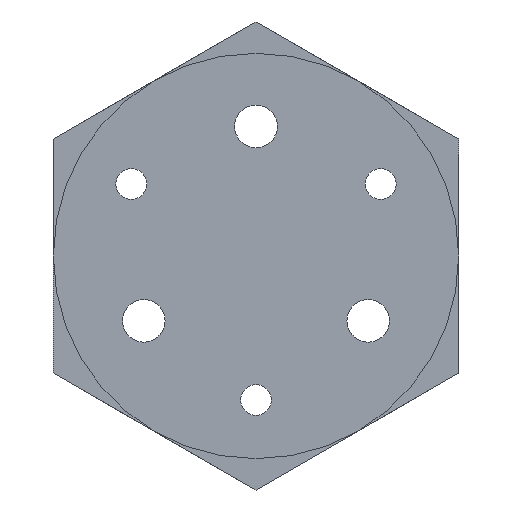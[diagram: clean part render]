
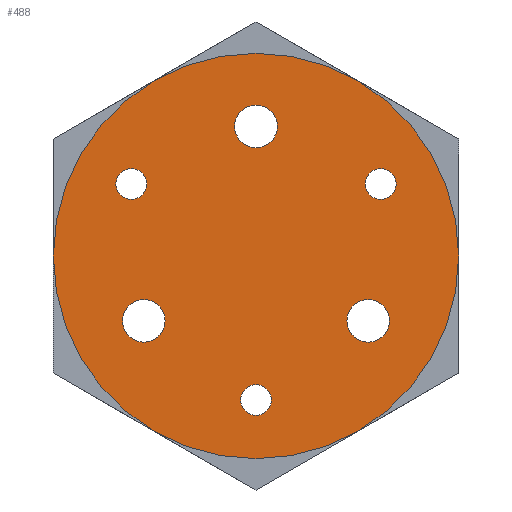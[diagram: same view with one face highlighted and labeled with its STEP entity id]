
A CAD part, front view. The second image highlights one B-rep face of the part: STEP entity #488.
In plain terms, the highlighted planar face has unit normal (0, -1, 0).
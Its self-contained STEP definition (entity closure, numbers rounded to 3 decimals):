
#1 = CIRCLE ( 'NONE', #574, 1.45 ) ;
#20 = CARTESIAN_POINT ( 'NONE',  ( 0., 0., -19. ) ) ;
#26 = CIRCLE ( 'NONE', #906, 2. ) ;
#37 = CARTESIAN_POINT ( 'NONE',  ( 10.522, 0., -4.075 ) ) ;
#38 = CARTESIAN_POINT ( 'NONE',  ( -11.691, 0., 6.75 ) ) ;
#52 = CIRCLE ( 'NONE', #445, 2. ) ;
#59 = EDGE_CURVE ( 'NONE', #1415, #410, #1231, .T. ) ;
#64 = DIRECTION ( 'NONE',  ( 0., 0., 1. ) ) ;
#89 = VERTEX_POINT ( 'NONE', #1071 ) ;
#119 = AXIS2_PLACEMENT_3D ( 'NONE', #596, #1287, #709 ) ;
#132 = CARTESIAN_POINT ( 'NONE',  ( -11.691, 0., 8.2 ) ) ;
#134 = PLANE ( 'NONE',  #928 ) ;
#138 = VERTEX_POINT ( 'NONE', #1326 ) ;
#147 = AXIS2_PLACEMENT_3D ( 'NONE', #288, #762, #909 ) ;
#153 = DIRECTION ( 'NONE',  ( 0., 0., 1. ) ) ;
#174 = DIRECTION ( 'NONE',  ( 0., 1., 0. ) ) ;
#184 = EDGE_LOOP ( 'NONE', ( #1446, #769 ) ) ;
#186 = CARTESIAN_POINT ( 'NONE',  ( 0., 0., 0. ) ) ;
#200 = DIRECTION ( 'NONE',  ( 0., 1., 0. ) ) ;
#204 = EDGE_CURVE ( 'NONE', #336, #704, #1471, .T. ) ;
#208 = EDGE_LOOP ( 'NONE', ( #1003, #305 ) ) ;
#234 = CARTESIAN_POINT ( 'NONE',  ( -11.691, 0., 6.75 ) ) ;
#249 = EDGE_CURVE ( 'NONE', #427, #1011, #1419, .T. ) ;
#262 = DIRECTION ( 'NONE',  ( 0., 1., 0. ) ) ;
#263 = CIRCLE ( 'NONE', #147, 1.45 ) ;
#266 = AXIS2_PLACEMENT_3D ( 'NONE', #186, #200, #1135 ) ;
#269 = DIRECTION ( 'NONE',  ( 0., 1., 0. ) ) ;
#276 = CARTESIAN_POINT ( 'NONE',  ( 0., 0., 14.15 ) ) ;
#282 = EDGE_CURVE ( 'NONE', #1011, #427, #1, .T. ) ;
#283 = ORIENTED_EDGE ( 'NONE', *, *, #1164, .T. ) ;
#288 = CARTESIAN_POINT ( 'NONE',  ( 0., 0., -13.5 ) ) ;
#305 = ORIENTED_EDGE ( 'NONE', *, *, #1099, .T. ) ;
#336 = VERTEX_POINT ( 'NONE', #20 ) ;
#349 = EDGE_LOOP ( 'NONE', ( #618, #603 ) ) ;
#393 = CIRCLE ( 'NONE', #1292, 2. ) ;
#407 = CARTESIAN_POINT ( 'NONE',  ( -10.522, 0., -6.075 ) ) ;
#410 = VERTEX_POINT ( 'NONE', #276 ) ;
#415 = CARTESIAN_POINT ( 'NONE',  ( -10.522, 0., -8.075 ) ) ;
#427 = VERTEX_POINT ( 'NONE', #749 ) ;
#438 = CARTESIAN_POINT ( 'NONE',  ( 11.691, 0., 5.3 ) ) ;
#445 = AXIS2_PLACEMENT_3D ( 'NONE', #1379, #174, #64 ) ;
#463 = CARTESIAN_POINT ( 'NONE',  ( 11.691, 0., 6.75 ) ) ;
#471 = CARTESIAN_POINT ( 'NONE',  ( 0., 0., 10.15 ) ) ;
#476 = CIRCLE ( 'NONE', #119, 1.45 ) ;
#488 = ADVANCED_FACE ( 'NONE', ( #612, #1414, #1289, #857, #1166, #1323, #1198 ), #134, .F. ) ;
#497 = DIRECTION ( 'NONE',  ( 0., 0., 1. ) ) ;
#501 = CARTESIAN_POINT ( 'NONE',  ( 10.522, 0., -6.075 ) ) ;
#503 = CARTESIAN_POINT ( 'NONE',  ( 10.522, 0., -8.075 ) ) ;
#513 = DIRECTION ( 'NONE',  ( 0., 1., 0. ) ) ;
#541 = VERTEX_POINT ( 'NONE', #37 ) ;
#553 = VERTEX_POINT ( 'NONE', #438 ) ;
#574 = AXIS2_PLACEMENT_3D ( 'NONE', #38, #269, #153 ) ;
#581 = DIRECTION ( 'NONE',  ( 0., 1., 0. ) ) ;
#589 = CARTESIAN_POINT ( 'NONE',  ( 0., 0., -12.05 ) ) ;
#591 = DIRECTION ( 'NONE',  ( 0., 1., 0. ) ) ;
#596 = CARTESIAN_POINT ( 'NONE',  ( 11.691, 0., 6.75 ) ) ;
#603 = ORIENTED_EDGE ( 'NONE', *, *, #991, .T. ) ;
#605 = CIRCLE ( 'NONE', #266, 19. ) ;
#612 = FACE_OUTER_BOUND ( 'NONE', #184, .T. ) ;
#618 = ORIENTED_EDGE ( 'NONE', *, *, #947, .T. ) ;
#625 = EDGE_CURVE ( 'NONE', #1104, #138, #1266, .T. ) ;
#626 = DIRECTION ( 'NONE',  ( 0., 1., 0. ) ) ;
#671 = DIRECTION ( 'NONE',  ( 0., 0., 1. ) ) ;
#677 = ORIENTED_EDGE ( 'NONE', *, *, #59, .T. ) ;
#678 = CARTESIAN_POINT ( 'NONE',  ( 0., 0., 12.15 ) ) ;
#704 = VERTEX_POINT ( 'NONE', #1208 ) ;
#709 = DIRECTION ( 'NONE',  ( 0., 0., 1. ) ) ;
#727 = CARTESIAN_POINT ( 'NONE',  ( 0., 0., 12.15 ) ) ;
#741 = ORIENTED_EDGE ( 'NONE', *, *, #282, .T. ) ;
#749 = CARTESIAN_POINT ( 'NONE',  ( -11.691, 0., 5.3 ) ) ;
#762 = DIRECTION ( 'NONE',  ( 0., 1., 0. ) ) ;
#769 = ORIENTED_EDGE ( 'NONE', *, *, #1517, .F. ) ;
#774 = ORIENTED_EDGE ( 'NONE', *, *, #625, .T. ) ;
#831 = CIRCLE ( 'NONE', #1527, 1.45 ) ;
#840 = VERTEX_POINT ( 'NONE', #503 ) ;
#857 = FACE_BOUND ( 'NONE', #208, .T. ) ;
#880 = AXIS2_PLACEMENT_3D ( 'NONE', #727, #581, #1421 ) ;
#886 = EDGE_CURVE ( 'NONE', #410, #1415, #393, .T. ) ;
#893 = EDGE_LOOP ( 'NONE', ( #677, #901 ) ) ;
#897 = DIRECTION ( 'NONE',  ( 0., 0., 1. ) ) ;
#901 = ORIENTED_EDGE ( 'NONE', *, *, #886, .T. ) ;
#906 = AXIS2_PLACEMENT_3D ( 'NONE', #1222, #513, #497 ) ;
#909 = DIRECTION ( 'NONE',  ( 0., 0., 1. ) ) ;
#928 = AXIS2_PLACEMENT_3D ( 'NONE', #1299, #591, #1541 ) ;
#946 = DIRECTION ( 'NONE',  ( 0., 0., 1. ) ) ;
#947 = EDGE_CURVE ( 'NONE', #840, #541, #1001, .T. ) ;
#964 = ORIENTED_EDGE ( 'NONE', *, *, #1225, .T. ) ;
#972 = DIRECTION ( 'NONE',  ( 0., 0., 1. ) ) ;
#991 = EDGE_CURVE ( 'NONE', #541, #840, #26, .T. ) ;
#999 = AXIS2_PLACEMENT_3D ( 'NONE', #234, #626, #1537 ) ;
#1001 = CIRCLE ( 'NONE', #1392, 2. ) ;
#1003 = ORIENTED_EDGE ( 'NONE', *, *, #1101, .T. ) ;
#1011 = VERTEX_POINT ( 'NONE', #132 ) ;
#1019 = DIRECTION ( 'NONE',  ( 0., 0., 1. ) ) ;
#1021 = ORIENTED_EDGE ( 'NONE', *, *, #249, .T. ) ;
#1068 = DIRECTION ( 'NONE',  ( 0., 1., 0. ) ) ;
#1071 = CARTESIAN_POINT ( 'NONE',  ( -10.522, 0., -4.075 ) ) ;
#1099 = EDGE_CURVE ( 'NONE', #1336, #553, #476, .T. ) ;
#1101 = EDGE_CURVE ( 'NONE', #553, #1336, #831, .T. ) ;
#1104 = VERTEX_POINT ( 'NONE', #589 ) ;
#1135 = DIRECTION ( 'NONE',  ( 0., 0., 1. ) ) ;
#1136 = AXIS2_PLACEMENT_3D ( 'NONE', #1254, #1502, #972 ) ;
#1138 = DIRECTION ( 'NONE',  ( 0., 1., 0. ) ) ;
#1150 = CARTESIAN_POINT ( 'NONE',  ( 11.691, 0., 8.2 ) ) ;
#1161 = AXIS2_PLACEMENT_3D ( 'NONE', #1189, #1068, #1313 ) ;
#1164 = EDGE_CURVE ( 'NONE', #89, #1322, #52, .T. ) ;
#1166 = FACE_BOUND ( 'NONE', #1249, .T. ) ;
#1187 = AXIS2_PLACEMENT_3D ( 'NONE', #407, #262, #671 ) ;
#1189 = CARTESIAN_POINT ( 'NONE',  ( 0., 0., -13.5 ) ) ;
#1198 = FACE_BOUND ( 'NONE', #349, .T. ) ;
#1208 = CARTESIAN_POINT ( 'NONE',  ( 0., 0., 19. ) ) ;
#1222 = CARTESIAN_POINT ( 'NONE',  ( 10.522, 0., -6.075 ) ) ;
#1225 = EDGE_CURVE ( 'NONE', #138, #1104, #263, .T. ) ;
#1231 = CIRCLE ( 'NONE', #880, 2. ) ;
#1239 = EDGE_CURVE ( 'NONE', #1322, #89, #1368, .T. ) ;
#1249 = EDGE_LOOP ( 'NONE', ( #1328, #283 ) ) ;
#1254 = CARTESIAN_POINT ( 'NONE',  ( 0., 0., 0. ) ) ;
#1266 = CIRCLE ( 'NONE', #1161, 1.45 ) ;
#1279 = EDGE_LOOP ( 'NONE', ( #964, #774 ) ) ;
#1287 = DIRECTION ( 'NONE',  ( 0., 1., 0. ) ) ;
#1289 = FACE_BOUND ( 'NONE', #1387, .T. ) ;
#1292 = AXIS2_PLACEMENT_3D ( 'NONE', #678, #1138, #897 ) ;
#1299 = CARTESIAN_POINT ( 'NONE',  ( 0., 0., 0. ) ) ;
#1313 = DIRECTION ( 'NONE',  ( 0., 0., 1. ) ) ;
#1322 = VERTEX_POINT ( 'NONE', #415 ) ;
#1323 = FACE_BOUND ( 'NONE', #893, .T. ) ;
#1326 = CARTESIAN_POINT ( 'NONE',  ( 0., 0., -14.95 ) ) ;
#1328 = ORIENTED_EDGE ( 'NONE', *, *, #1239, .T. ) ;
#1336 = VERTEX_POINT ( 'NONE', #1150 ) ;
#1365 = DIRECTION ( 'NONE',  ( 0., 1., 0. ) ) ;
#1368 = CIRCLE ( 'NONE', #1187, 2. ) ;
#1379 = CARTESIAN_POINT ( 'NONE',  ( -10.522, 0., -6.075 ) ) ;
#1387 = EDGE_LOOP ( 'NONE', ( #1021, #741 ) ) ;
#1392 = AXIS2_PLACEMENT_3D ( 'NONE', #501, #1365, #1019 ) ;
#1414 = FACE_BOUND ( 'NONE', #1279, .T. ) ;
#1415 = VERTEX_POINT ( 'NONE', #471 ) ;
#1419 = CIRCLE ( 'NONE', #999, 1.45 ) ;
#1421 = DIRECTION ( 'NONE',  ( 0., 0., 1. ) ) ;
#1425 = DIRECTION ( 'NONE',  ( 0., 1., 0. ) ) ;
#1446 = ORIENTED_EDGE ( 'NONE', *, *, #204, .F. ) ;
#1471 = CIRCLE ( 'NONE', #1136, 19. ) ;
#1502 = DIRECTION ( 'NONE',  ( 0., 1., 0. ) ) ;
#1517 = EDGE_CURVE ( 'NONE', #704, #336, #605, .T. ) ;
#1527 = AXIS2_PLACEMENT_3D ( 'NONE', #463, #1425, #946 ) ;
#1537 = DIRECTION ( 'NONE',  ( 0., 0., 1. ) ) ;
#1541 = DIRECTION ( 'NONE',  ( 0., 0., 1. ) ) ;
